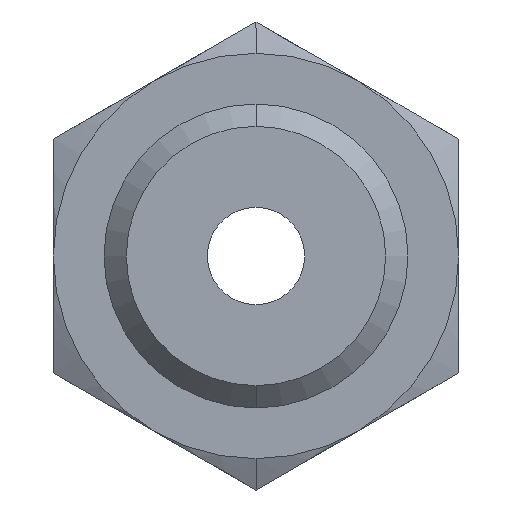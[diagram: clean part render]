
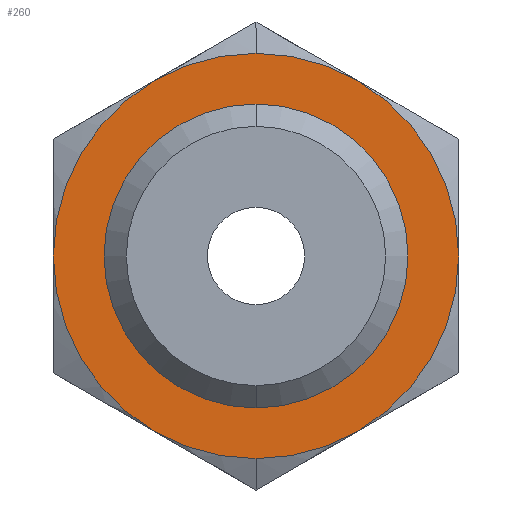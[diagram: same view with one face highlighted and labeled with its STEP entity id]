
A CAD part, left-side view. The second image highlights one B-rep face of the part: STEP entity #260.
In plain terms, the highlighted planar face has unit normal (-1, 0, 0).
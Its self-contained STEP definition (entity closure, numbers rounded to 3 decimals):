
#132=CARTESIAN_POINT('POINT9',(15.748,0.,
   6.096));
#133=VERTEX_POINT('VERTEX9',#132);
#140=CARTESIAN_POINT('POINT10',(15.748,0.,
   -6.096));
#141=VERTEX_POINT('VERTEX10',#140);
#142=CARTESIAN_POINT('POS15',(15.748,0.,
   0.));
#143=DIRECTION('DIR22',(1.,0.,
   0.));
#144=DIRECTION('DIR23',(0.,0.,
   1.));
#145=AXIS2_PLACEMENT_3D('AXIS8',#142,#143,#144);
#146=CIRCLE('ELLIPSE5',#145,6.096);
#147=EDGE_CURVE('EDGE16',#141,#133,#146,.T.);
#167=EDGE_CURVE('EDGE18',#133,#141,#146,.T.);
#212=ORIENTED_EDGE('COEDGE41',*,*,#167,.T.);
#213=ORIENTED_EDGE('COEDGE42',*,*,#147,.T.);
#214=EDGE_LOOP('NONE',(#212,#213));
#215=FACE_BOUND('LOOP1',#214,.T.);
#216=CARTESIAN_POINT('POINT13',(15.748,9.525,
   0.));
#217=VERTEX_POINT('VERTEX13',#216);
#218=CARTESIAN_POINT('POINT14',(15.748,4.763,
   8.249));
#219=VERTEX_POINT('VERTEX14',#218);
#220=CARTESIAN_POINT('POS22',(15.748,0.,0.));
#221=DIRECTION('DIR33',(1.,0.,0.));
#222=DIRECTION('DIR34',(0.,0.,1.));
#223=AXIS2_PLACEMENT_3D('AXIS12',#220,#221,#222);
#224=CIRCLE('ELLIPSE7',#223,9.525);
#225=EDGE_CURVE('EDGE23',#217,#219,#224,.T.);
#226=ORIENTED_EDGE('COEDGE43',*,*,#225,.F.);
#227=CARTESIAN_POINT('POINT15',(15.748,4.763,
   -8.249));
#228=VERTEX_POINT('VERTEX15',#227);
#229=EDGE_CURVE('EDGE24',#228,#217,#224,.T.);
#230=ORIENTED_EDGE('COEDGE44',*,*,#229,.F.);
#231=CARTESIAN_POINT('POINT16',(15.748,0.,
   -9.525));
#232=VERTEX_POINT('VERTEX16',#231);
#233=EDGE_CURVE('EDGE25',#232,#228,#224,.T.);
#234=ORIENTED_EDGE('COEDGE45',*,*,#233,.F.);
#235=CARTESIAN_POINT('POINT17',(15.748,-4.763,
   -8.249));
#236=VERTEX_POINT('VERTEX17',#235);
#237=EDGE_CURVE('EDGE26',#236,#232,#224,.T.);
#238=ORIENTED_EDGE('COEDGE46',*,*,#237,.F.);
#239=CARTESIAN_POINT('POINT18',(15.748,-9.525,
   0.));
#240=VERTEX_POINT('VERTEX18',#239);
#241=EDGE_CURVE('EDGE27',#240,#236,#224,.T.);
#242=ORIENTED_EDGE('COEDGE47',*,*,#241,.F.);
#243=CARTESIAN_POINT('POINT19',(15.748,-4.762,
   8.249));
#244=VERTEX_POINT('VERTEX19',#243);
#245=EDGE_CURVE('EDGE28',#244,#240,#224,.T.);
#246=ORIENTED_EDGE('COEDGE48',*,*,#245,.F.);
#247=CARTESIAN_POINT('POINT20',(15.748,0.,
   9.525));
#248=VERTEX_POINT('VERTEX20',#247);
#249=EDGE_CURVE('EDGE29',#248,#244,#224,.T.);
#250=ORIENTED_EDGE('COEDGE49',*,*,#249,.F.);
#251=EDGE_CURVE('EDGE30',#219,#248,#224,.T.);
#252=ORIENTED_EDGE('COEDGE50',*,*,#251,.F.);
#253=EDGE_LOOP('NONE',(#226,#230,#234,#238,#242,#246,#250,#252));
#254=FACE_BOUND('LOOP1',#253,.T.);
#255=CARTESIAN_POINT('POS23',(15.748,0.,4.763));
#256=DIRECTION('DIR35',(-1.,0.,0.));
#257=DIRECTION('DIR36',(0.,1.,0.));
#258=AXIS2_PLACEMENT_3D('AXIS13',#255,#256,#257);
#259=PLANE('PLANE1',#258);
#260=ADVANCED_FACE('FACE11',(#215,#254),#259,.T.);
